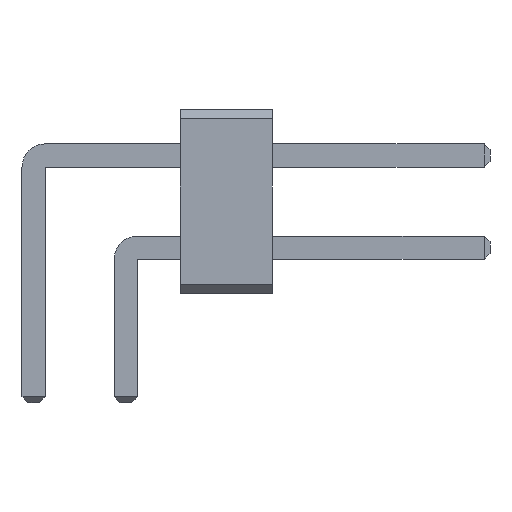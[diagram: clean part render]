
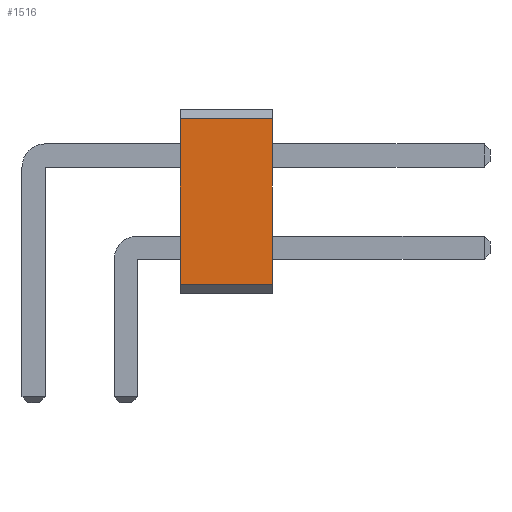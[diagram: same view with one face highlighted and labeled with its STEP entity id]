
A CAD part, front view. The second image highlights one B-rep face of the part: STEP entity #1516.
In plain terms, the highlighted planar face has unit normal (0, -1, 0).
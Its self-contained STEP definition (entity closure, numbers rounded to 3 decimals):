
#13=DIRECTION('',(0.,0.,1.));
#27=VECTOR('',#28,1.);
#28=DIRECTION('',(1.,0.,0.));
#57=DIRECTION('',(0.,-1.,0.));
#1503=VERTEX_POINT('',#1504);
#1504=CARTESIAN_POINT('',(6.58,-64.77,0.254));
#1507=EDGE_CURVE('',#1508,#1503,#1510,.T.);
#1508=VERTEX_POINT('',#1509);
#1509=CARTESIAN_POINT('',(4.04,-64.77,0.254));
#1510=LINE('',#1509,#27);
#1516=ADVANCED_FACE('',(#1517),#1534,.T.);
#1517=FACE_BOUND('',#1518,.T.);
#1518=EDGE_LOOP('',(#1519,#1520,#1526,#1531));
#1519=ORIENTED_EDGE('',*,*,#1507,.T.);
#1520=ORIENTED_EDGE('',*,*,#1521,.T.);
#1521=EDGE_CURVE('',#1503,#1522,#1524,.T.);
#1522=VERTEX_POINT('',#1523);
#1523=CARTESIAN_POINT('',(6.58,-64.77,4.826));
#1524=LINE('',#1504,#1525);
#1525=VECTOR('',#13,1.);
#1526=ORIENTED_EDGE('',*,*,#1527,.F.);
#1527=EDGE_CURVE('',#1528,#1522,#1530,.T.);
#1528=VERTEX_POINT('',#1529);
#1529=CARTESIAN_POINT('',(4.04,-64.77,4.826));
#1530=LINE('',#1529,#27);
#1531=ORIENTED_EDGE('',*,*,#1532,.F.);
#1532=EDGE_CURVE('',#1508,#1528,#1533,.T.);
#1533=LINE('',#1509,#1525);
#1534=PLANE('',#1535);
#1535=AXIS2_PLACEMENT_3D('',#1509,#57,#13);
